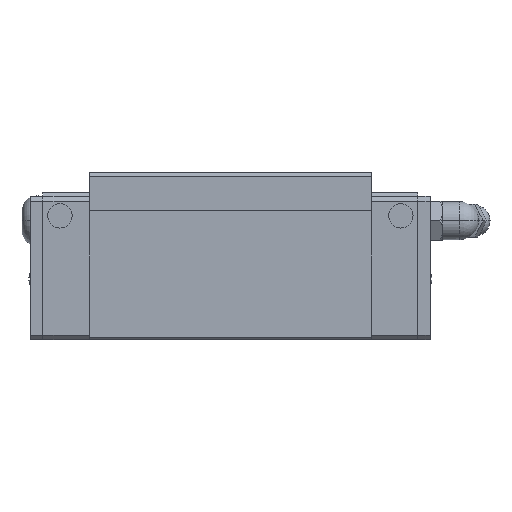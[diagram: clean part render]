
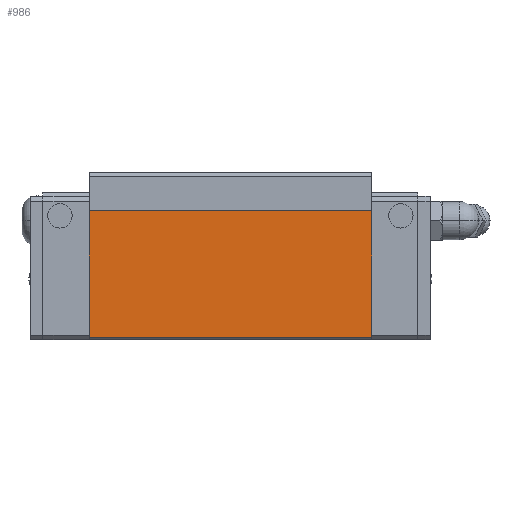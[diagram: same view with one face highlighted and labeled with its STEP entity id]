
A CAD part, left-side view. The second image highlights one B-rep face of the part: STEP entity #986.
In plain terms, the highlighted planar face has unit normal (-1, 0, 0).
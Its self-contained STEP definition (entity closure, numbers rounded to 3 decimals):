
#986=ADVANCED_FACE('',(#2020),#2021,.T.);
#2020=FACE_OUTER_BOUND('',#3085,.T.);
#2021=PLANE('',#3086);
#3085=EDGE_LOOP('',(#6096,#6097,#6098,#6099));
#3086=AXIS2_PLACEMENT_3D('',#6100,#6101,#6102);
#6096=ORIENTED_EDGE('',*,*,#7476,.F.);
#6097=ORIENTED_EDGE('',*,*,#7521,.F.);
#6098=ORIENTED_EDGE('',*,*,#7454,.F.);
#6099=ORIENTED_EDGE('',*,*,#7519,.T.);
#6100=CARTESIAN_POINT('',(-23.6,41.001,12.0));
#6101=DIRECTION('',(-1.0,0.0,0.0));
#6102=DIRECTION('',(0.0,0.0,1.0));
#7454=EDGE_CURVE('',#9227,#9229,#9230,.T.);
#7476=EDGE_CURVE('',#9257,#9259,#9260,.T.);
#7519=EDGE_CURVE('',#9227,#9259,#9317,.T.);
#7521=EDGE_CURVE('',#9229,#9257,#9319,.T.);
#9227=VERTEX_POINT('',#12637);
#9229=VERTEX_POINT('',#12640);
#9230=LINE('',#12641,#12642);
#9257=VERTEX_POINT('',#12682);
#9259=VERTEX_POINT('',#12685);
#9260=LINE('',#12686,#12687);
#9317=LINE('',#12771,#12772);
#9319=LINE('',#12774,#12775);
#12637=CARTESIAN_POINT('',(-23.6,12.001,32.0));
#12640=CARTESIAN_POINT('',(-23.6,12.001,6.1));
#12641=CARTESIAN_POINT('',(-23.6,12.001,17.375));
#12642=VECTOR('',#13969,1.0);
#12682=CARTESIAN_POINT('',(-23.6,70.001,6.1));
#12685=CARTESIAN_POINT('',(-23.6,70.001,32.0));
#12686=CARTESIAN_POINT('',(-23.6,70.001,17.375));
#12687=VECTOR('',#13984,1.0);
#12771=CARTESIAN_POINT('',(-23.6,41.001,32.0));
#12772=VECTOR('',#14024,1.0);
#12774=CARTESIAN_POINT('',(-23.6,55.501,6.1));
#12775=VECTOR('',#14025,1.0);
#13969=DIRECTION('',(-0.0,-0.0,-1.0));
#13984=DIRECTION('',(0.0,0.0,1.0));
#14024=DIRECTION('',(0.0,1.0,0.0));
#14025=DIRECTION('',(0.0,1.0,-0.0));
